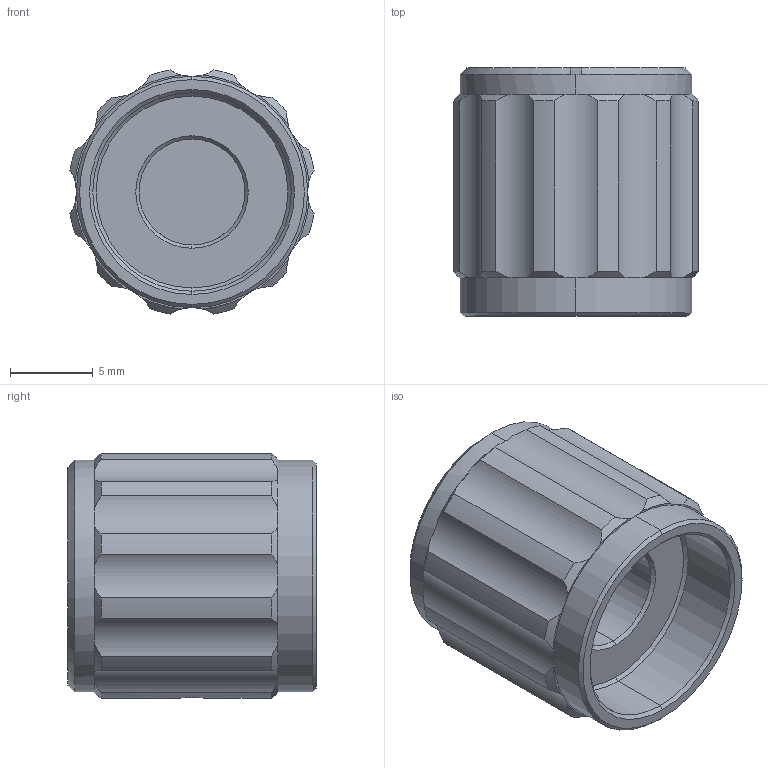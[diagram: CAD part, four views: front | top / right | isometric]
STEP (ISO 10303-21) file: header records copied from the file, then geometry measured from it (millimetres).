
FILE_DESCRIPTION (( 'STEP AP214' ), '1' );
FILE_NAME ('RSDEFAU0515510519216.step', '2006-05-15T09:10:53', ( 'sysAdmin' ), ( 'SolidWorks' ), 'SwSTEP 2.0', 'SolidWorks 2006079', '' );
FILE_SCHEMA (( 'AUTOMOTIVE_DESIGN' ));
Length unit declared in the file: millimetre
Products named in the file (1): RSDEFAU0515510519216
Bounding box: 14.76 x 15 x 14.76 mm (x, y, z)
Volume: 1631.3 mm3; surface area: 1384.9 mm2
Topology: 1 solids, 1 shells, 105 faces, 268 edges, 165 vertices
Faces by surface type: cylinder 39, cone 34, plane 32
Entity records: 3412 total; most frequent: CARTESIAN_POINT 814, DIRECTION 558, ORIENTED_EDGE 536, EDGE_CURVE 268, AXIS2_PLACEMENT_3D 250, VERTEX_POINT 165, CIRCLE 144, EDGE_LOOP 107
